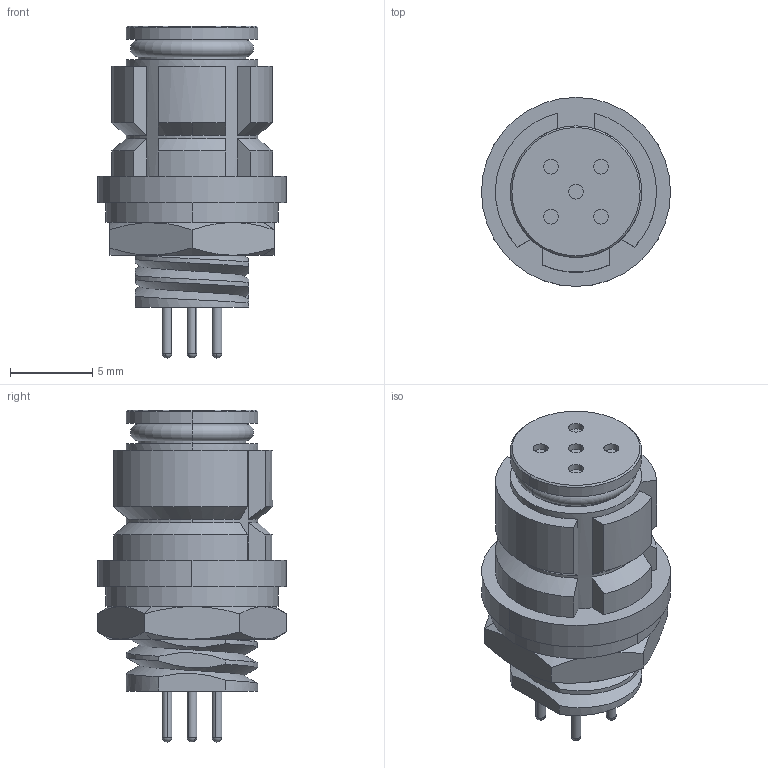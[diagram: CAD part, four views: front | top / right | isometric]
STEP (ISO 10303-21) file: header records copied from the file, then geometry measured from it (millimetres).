
FILE_DESCRIPTION (( 'STEP AP203' ), '1' );
FILE_NAME ('P83-5P.STEP', '2020-03-31T02:14:52', ( 'edpusr' ), ( 'Microsoft' ), 'SwSTEP 2.0', 'SolidWorks 2015', '' );
FILE_SCHEMA (( 'CONFIG_CONTROL_DESIGN' ));
Length unit declared in the file: millimetre
Products named in the file (1): P83-5P
Bounding box: 11.5 x 11.55 x 20.2 mm (x, y, z)
Volume: 1130.6 mm3; surface area: 1023.2 mm2
Topology: 1 solids, 2 shells, 134 faces, 367 edges, 236 vertices
Faces by surface type: cylinder 56, plane 50, cone 13, sphere 10, bspline 3, torus 2
Entity records: 4964 total; most frequent: CARTESIAN_POINT 1566, ORIENTED_EDGE 714, DIRECTION 694, EDGE_CURVE 357, AXIS2_PLACEMENT_3D 280, VERTEX_POINT 236, EDGE_LOOP 153, CIRCLE 148
